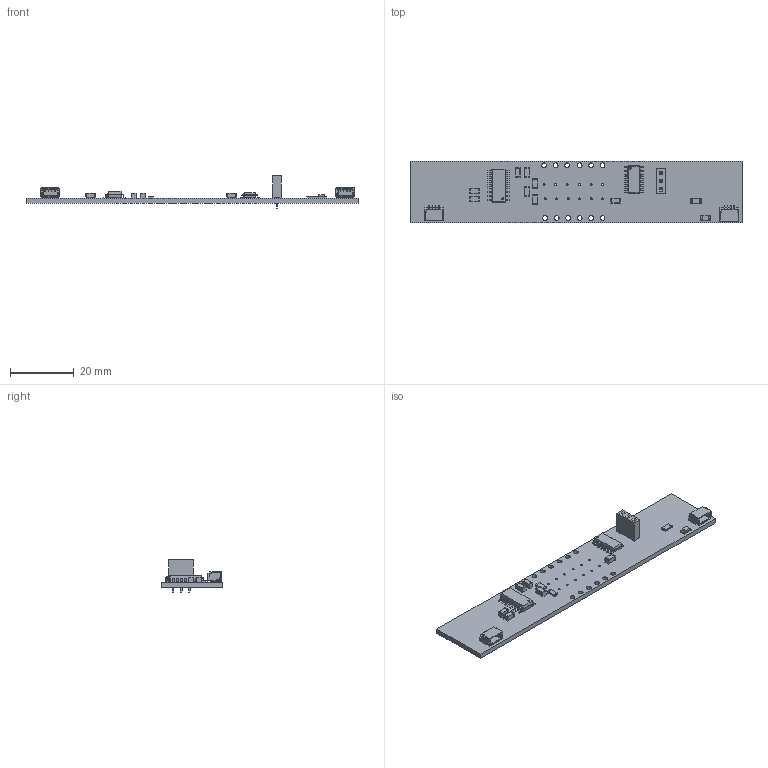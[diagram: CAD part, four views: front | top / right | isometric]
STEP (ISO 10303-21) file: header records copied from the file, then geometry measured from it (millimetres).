
FILE_DESCRIPTION(('KiCad electronic assembly'),'2;1');
FILE_NAME('Untitled.step','2023-04-19T06:58:02',('Pcbnew'),('Kicad'), 'Open CASCADE STEP processor 7.6','KiCad to STEP converter','Unknown' );
FILE_SCHEMA(('AUTOMOTIVE_DESIGN { 1 0 10303 214 1 1 1 1 }'));
Length unit declared in the file: millimetre
Products named in the file (16): Untitled 1; LED_1206_3216Metric; SOLID; C_1206_3216Metric; R_1206_3216Metric; SOIC-16_4.55x10.3mm_P1.27mm; SM04B-SRSS-TB(LF)(SN)--3DModel-STEP-56544; COMPOUND; SOIC-14_3.9x8.7mm_P1.27mm; PinSocket_1x03_P2.54mm_Vertical; PCB
Assembly tree (23 placements, depth 3):
  Untitled 1
    LED_1206_3216Metric
      SOLID
    C_1206_3216Metric  x6
      SOLID
    R_1206_3216Metric  x3
      SOLID
    SOIC-16_4.55x10.3mm_P1.27mm
      SOLID
    SM04B-SRSS-TB(LF)(SN)--3DModel-STEP-56544  x2
      COMPOUND
    SOIC-14_3.9x8.7mm_P1.27mm
      SOLID
    PinSocket_1x03_P2.54mm_Vertical
      SOLID
    PCB
Bounding box: 104 x 19.27 x 10.1 mm (x, y, z)
Volume: 3577.5 mm3; surface area: 5651.2 mm2
Topology: 28 solids, 28 shells, 1412 faces, 3794 edges, 2456 vertices
Faces by surface type: plane 1001, cylinder 333, bspline 78
Full cylindrical faces by diameter (mm): 0.6 x14, 1 x3, 1.5 x12
Entity records: 69656 total; most frequent: CARTESIAN_POINT 12695, DIRECTION 9778, LINE 6860, VECTOR 6860, ORIENTED_EDGE 5308, PCURVE 5308, DEFINITIONAL_REPRESENTATION 5308, EDGE_CURVE 2654
